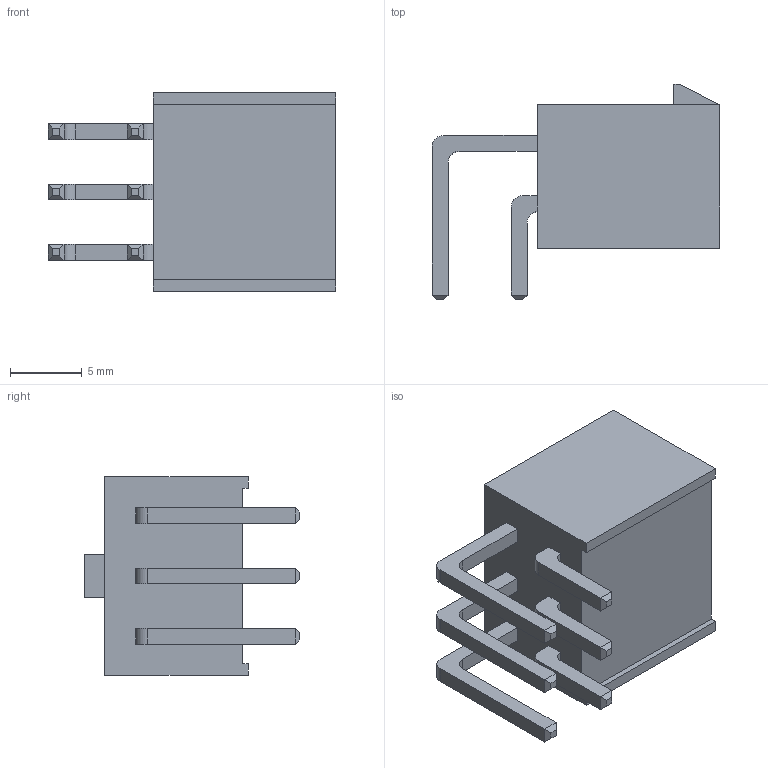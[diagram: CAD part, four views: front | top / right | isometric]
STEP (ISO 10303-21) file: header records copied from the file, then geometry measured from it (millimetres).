
FILE_DESCRIPTION(/* description */ (''),/* implementation_level */ '2;1');
FILE_NAME(/* name */ 'Molex_Mini-Fit_Jr_5569-06A2_2x03_P4.20mm_Horizontal.step v1.step',/* time_stamp */ '2023-01-23T12:37:08+05:30',/* author */ (''),/* organization */ (''),/* preprocessor_version */ 'ST-DEVELOPER v19.2',/* originating_system */ 'Autodesk Translation Framework v11.17.0.187',/* authorisation */ '');
FILE_SCHEMA (('AUTOMOTIVE_DESIGN { 1 0 10303 214 3 1 1 }'));
Length unit declared in the file: millimetre
Products named in the file (1): Molex_Mini-Fit_Jr_5569-06A2_2x03_P4.20mm_Horizontal.step
Bounding box: 20 x 14.95 x 13.8 mm (x, y, z)
Volume: 1072.3 mm3; surface area: 2133.3 mm2
Topology: 1 solids, 1 shells, 180 faces, 430 edges, 270 vertices
Faces by surface type: plane 168, cylinder 12
Entity records: 5285 total; most frequent: CARTESIAN_POINT 881, ORIENTED_EDGE 860, DIRECTION 816, EDGE_CURVE 430, LINE 406, VECTOR 406, VERTEX_POINT 270, AXIS2_PLACEMENT_3D 205
